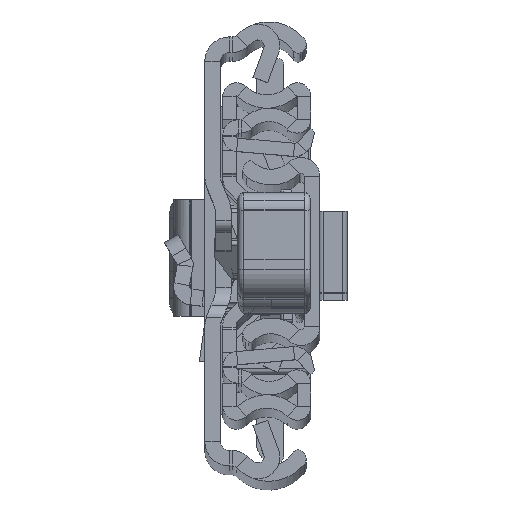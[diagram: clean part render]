
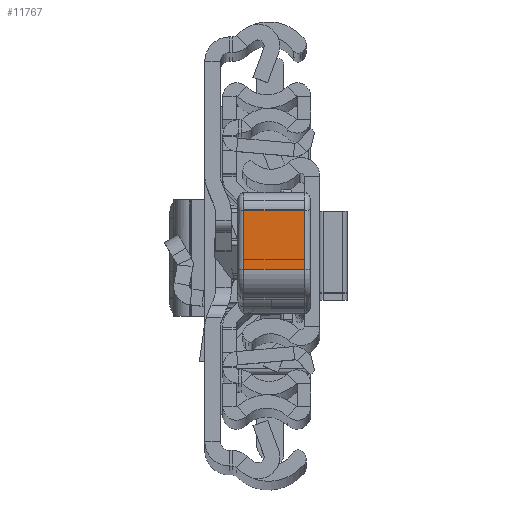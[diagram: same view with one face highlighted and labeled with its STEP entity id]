
A CAD part, top view. The second image highlights one B-rep face of the part: STEP entity #11767.
In plain terms, the highlighted face is planar.
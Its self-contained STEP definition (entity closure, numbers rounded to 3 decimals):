
#1461 = VECTOR ( 'NONE', #37059, 1000. ) ;
#2467 = VECTOR ( 'NONE', #14695, 1000. ) ;
#3297 = ORIENTED_EDGE ( 'NONE', *, *, #15729, .F. ) ;
#5071 = EDGE_CURVE ( 'NONE', #10240, #30660, #28031, .T. ) ;
#5390 = VECTOR ( 'NONE', #31526, 1000. ) ;
#7612 = LINE ( 'NONE', #30935, #14756 ) ;
#7824 = CARTESIAN_POINT ( 'NONE',  ( 39.818, -2.465, -11. ) ) ;
#7996 = VERTEX_POINT ( 'NONE', #24698 ) ;
#10240 = VERTEX_POINT ( 'NONE', #33741 ) ;
#11767 = ADVANCED_FACE ( 'NONE', ( #20454 ), #28776, .F. ) ;
#14311 = CARTESIAN_POINT ( 'NONE',  ( 39.55, -12.274, -11. ) ) ;
#14695 = DIRECTION ( 'NONE',  ( 0.027, 1., 0. ) ) ;
#14756 = VECTOR ( 'NONE', #18968, 1000. ) ;
#15729 = EDGE_CURVE ( 'NONE', #7996, #33758, #36736, .T. ) ;
#15816 = ORIENTED_EDGE ( 'NONE', *, *, #36893, .F. ) ;
#16773 = CARTESIAN_POINT ( 'NONE',  ( 39.55, -12.274, 0. ) ) ;
#18097 = ORIENTED_EDGE ( 'NONE', *, *, #34304, .F. ) ;
#18968 = DIRECTION ( 'NONE',  ( -0.027, -1., 0. ) ) ;
#20454 = FACE_OUTER_BOUND ( 'NONE', #32635, .T. ) ;
#22084 = CARTESIAN_POINT ( 'NONE',  ( 39.818, -2.465, -10. ) ) ;
#24698 = CARTESIAN_POINT ( 'NONE',  ( 39.818, -2.465, 0. ) ) ;
#25497 = ORIENTED_EDGE ( 'NONE', *, *, #5071, .F. ) ;
#26086 = DIRECTION ( 'NONE',  ( -1., 0.027, 0. ) ) ;
#27626 = CARTESIAN_POINT ( 'NONE',  ( 39.55, -12.274, -11. ) ) ;
#28031 = LINE ( 'NONE', #27626, #1461 ) ;
#28776 = PLANE ( 'NONE',  #33922 ) ;
#29345 = LINE ( 'NONE', #35489, #2467 ) ;
#30660 = VERTEX_POINT ( 'NONE', #16773 ) ;
#30935 = CARTESIAN_POINT ( 'NONE',  ( 39.55, -12.274, -10. ) ) ;
#31526 = DIRECTION ( 'NONE',  ( 0., 0., -1. ) ) ;
#32635 = EDGE_LOOP ( 'NONE', ( #25497, #15816, #3297, #18097 ) ) ;
#33741 = CARTESIAN_POINT ( 'NONE',  ( 39.55, -12.274, -10. ) ) ;
#33758 = VERTEX_POINT ( 'NONE', #22084 ) ;
#33922 = AXIS2_PLACEMENT_3D ( 'NONE', #14311, #26086, #37816 ) ;
#34304 = EDGE_CURVE ( 'NONE', #30660, #7996, #29345, .T. ) ;
#35489 = CARTESIAN_POINT ( 'NONE',  ( 39.55, -12.274, 0. ) ) ;
#36736 = LINE ( 'NONE', #7824, #5390 ) ;
#36893 = EDGE_CURVE ( 'NONE', #33758, #10240, #7612, .T. ) ;
#37059 = DIRECTION ( 'NONE',  ( 0., 0., 1. ) ) ;
#37816 = DIRECTION ( 'NONE',  ( -0.027, -1., 0. ) ) ;
